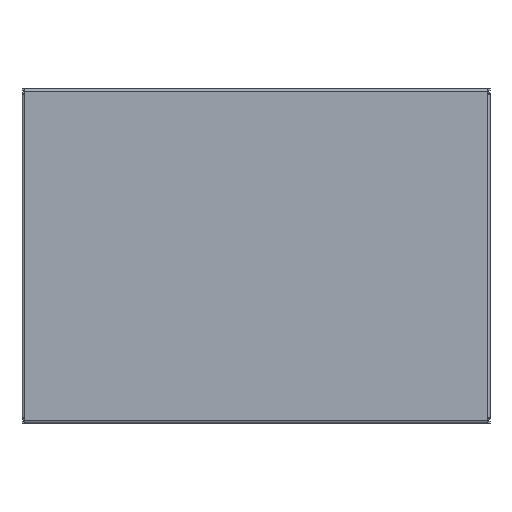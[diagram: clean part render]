
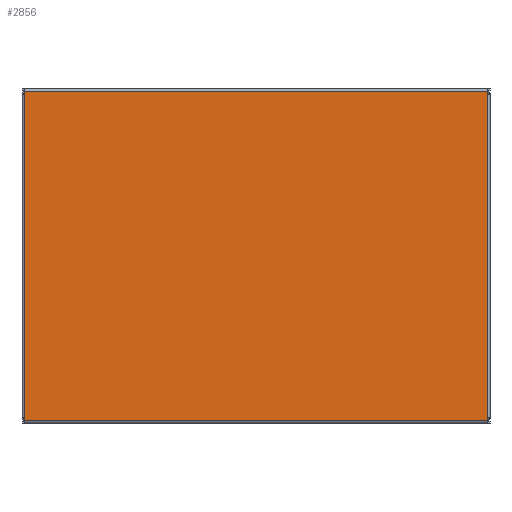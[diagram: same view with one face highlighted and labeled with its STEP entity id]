
A CAD part, front view. The second image highlights one B-rep face of the part: STEP entity #2856.
In plain terms, the highlighted face is planar.
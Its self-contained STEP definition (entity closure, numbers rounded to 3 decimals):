
#1884=CARTESIAN_POINT('',(-123.088,-175.844,0.0));
#1885=VERTEX_POINT('',#1884);
#1956=CARTESIAN_POINT('',(123.088,-175.844,0.0));
#1957=VERTEX_POINT('',#1956);
#2006=CARTESIAN_POINT('',(123.088,175.844,0.0));
#2007=VERTEX_POINT('',#2006);
#2105=CARTESIAN_POINT('',(-123.088,175.844,0.0));
#2106=VERTEX_POINT('',#2105);
#2639=CARTESIAN_POINT('',(-125.044,175.844,0.0));
#2640=VERTEX_POINT('',#2639);
#2641=CARTESIAN_POINT('',(-125.044,175.844,0.0));
#2642=DIRECTION('',(1.0,0.0,0.0));
#2643=VECTOR('',#2642,1.956);
#2644=LINE('',#2641,#2643);
#2645=EDGE_CURVE('',#2640,#2106,#2644,.T.);
#2679=CARTESIAN_POINT('',(125.044,-175.844,0.0));
#2680=VERTEX_POINT('',#2679);
#2681=CARTESIAN_POINT('',(125.044,-175.844,0.0));
#2682=DIRECTION('',(-1.0,0.0,0.0));
#2683=VECTOR('',#2682,1.956);
#2684=LINE('',#2681,#2683);
#2685=EDGE_CURVE('',#2680,#1957,#2684,.T.);
#2727=CARTESIAN_POINT('',(-125.044,-175.844,0.0));
#2728=VERTEX_POINT('',#2727);
#2736=CARTESIAN_POINT('',(-123.088,-175.844,0.0));
#2737=DIRECTION('',(-1.0,0.0,0.0));
#2738=VECTOR('',#2737,1.956);
#2739=LINE('',#2736,#2738);
#2740=EDGE_CURVE('',#1885,#2728,#2739,.T.);
#2803=CARTESIAN_POINT('',(125.044,175.844,0.0));
#2804=VERTEX_POINT('',#2803);
#2812=CARTESIAN_POINT('',(123.088,175.844,0.0));
#2813=DIRECTION('',(1.0,0.0,0.0));
#2814=VECTOR('',#2813,1.956);
#2815=LINE('',#2812,#2814);
#2816=EDGE_CURVE('',#2007,#2804,#2815,.T.);
#2821=CARTESIAN_POINT('',(-127.,177.8,0.0));
#2822=DIRECTION('',(0.0,0.0,-1.0));
#2823=DIRECTION('',(-1.0,0.0,0.0));
#2824=AXIS2_PLACEMENT_3D('',#2821,#2822,#2823);
#2825=PLANE('',#2824);
#2826=CARTESIAN_POINT('',(125.044,175.844,0.0));
#2827=DIRECTION('',(0.0,-1.0,0.0));
#2828=VECTOR('',#2827,351.688);
#2829=LINE('',#2826,#2828);
#2830=EDGE_CURVE('',#2804,#2680,#2829,.T.);
#2831=ORIENTED_EDGE('',*,*,#2830,.T.);
#2832=ORIENTED_EDGE('',*,*,#2685,.T.);
#2833=CARTESIAN_POINT('',(123.088,-175.844,0.0));
#2834=DIRECTION('',(-1.0,0.0,0.0));
#2835=VECTOR('',#2834,246.177);
#2836=LINE('',#2833,#2835);
#2837=EDGE_CURVE('',#1957,#1885,#2836,.T.);
#2838=ORIENTED_EDGE('',*,*,#2837,.T.);
#2839=ORIENTED_EDGE('',*,*,#2740,.T.);
#2840=CARTESIAN_POINT('',(-125.044,-175.844,0.0));
#2841=DIRECTION('',(0.0,1.0,0.0));
#2842=VECTOR('',#2841,351.688);
#2843=LINE('',#2840,#2842);
#2844=EDGE_CURVE('',#2728,#2640,#2843,.T.);
#2845=ORIENTED_EDGE('',*,*,#2844,.T.);
#2846=ORIENTED_EDGE('',*,*,#2645,.T.);
#2847=CARTESIAN_POINT('',(-123.088,175.844,0.0));
#2848=DIRECTION('',(1.0,0.0,0.0));
#2849=VECTOR('',#2848,246.177);
#2850=LINE('',#2847,#2849);
#2851=EDGE_CURVE('',#2106,#2007,#2850,.T.);
#2852=ORIENTED_EDGE('',*,*,#2851,.T.);
#2853=ORIENTED_EDGE('',*,*,#2816,.T.);
#2854=EDGE_LOOP('',(#2831,#2832,#2838,#2839,#2845,#2846,#2852,#2853));
#2855=FACE_OUTER_BOUND('',#2854,.T.);
#2856=ADVANCED_FACE('',(#2855),#2825,.T.);
